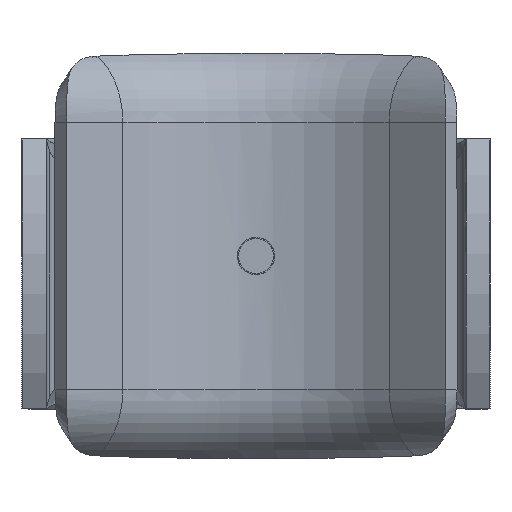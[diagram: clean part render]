
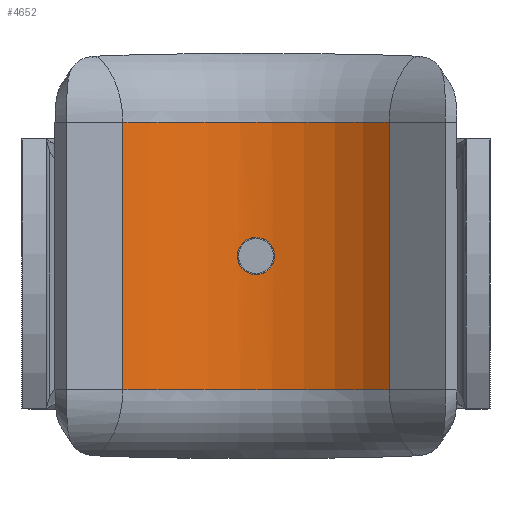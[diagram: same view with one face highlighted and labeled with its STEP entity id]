
A CAD part, front view. The second image highlights one B-rep face of the part: STEP entity #4652.
In plain terms, the highlighted cylindrical face has radius 17 mm (diameter 34 mm), a partial arc.
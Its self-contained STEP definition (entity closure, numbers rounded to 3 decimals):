
#133 = CARTESIAN_POINT ( 'NONE',  ( -1.239, 8.105, 0.953 ) ) ;
#499 = CARTESIAN_POINT ( 'NONE',  ( 0., -8.85, 11.15 ) ) ;
#846 = ORIENTED_EDGE ( 'NONE', *, *, #13524, .F. ) ;
#1036 = CARTESIAN_POINT ( 'NONE',  ( -0.102, 8.15, 1.55 ) ) ;
#1065 = AXIS2_PLACEMENT_3D ( 'NONE', #15715, #11723, #13017 ) ;
#1198 = CARTESIAN_POINT ( 'NONE',  ( -1.354, 8.096, 0.78 ) ) ;
#1362 = CARTESIAN_POINT ( 'NONE',  ( 0.952, 8.124, -1.24 ) ) ;
#1438 = CARTESIAN_POINT ( 'NONE',  ( 1.394, 8.093, 0.686 ) ) ;
#1552 = DIRECTION ( 'NONE',  ( -1., 0., 0. ) ) ;
#2384 = DIRECTION ( 'NONE',  ( 0., 0., -1. ) ) ;
#2428 = CARTESIAN_POINT ( 'NONE',  ( 0., 8.15, 1.55 ) ) ;
#2673 = CARTESIAN_POINT ( 'NONE',  ( -0.203, 8.149, 1.54 ) ) ;
#2851 = EDGE_LOOP ( 'NONE', ( #10954, #15704, #15286, #10386 ) ) ;
#3498 = EDGE_CURVE ( 'NONE', #14387, #3829, #9873, .T. ) ;
#3499 = DIRECTION ( 'NONE',  ( -1., 0., 0. ) ) ;
#3620 = VERTEX_POINT ( 'NONE', #15918 ) ;
#3739 = CARTESIAN_POINT ( 'NONE',  ( -1.025, 8.119, 1.167 ) ) ;
#3818 = CARTESIAN_POINT ( 'NONE',  ( 0.779, 8.133, -1.355 ) ) ;
#3829 = VERTEX_POINT ( 'NONE', #14304 ) ;
#3903 = CARTESIAN_POINT ( 'NONE',  ( -0.777, 8.132, 1.345 ) ) ;
#3999 = VERTEX_POINT ( 'NONE', #15701 ) ;
#4652 = ADVANCED_FACE ( 'NONE', ( #11044, #8393 ), #4815, .F. ) ;
#4815 = CYLINDRICAL_SURFACE ( 'NONE', #7282, 17. ) ;
#4894 = CARTESIAN_POINT ( 'NONE',  ( 1.55, 8.079, -0.104 ) ) ;
#5049 = CARTESIAN_POINT ( 'NONE',  ( -1.509, 8.083, 0.407 ) ) ;
#5192 = EDGE_CURVE ( 'NONE', #12158, #3999, #15611, .T. ) ;
#5814 = AXIS2_PLACEMENT_3D ( 'NONE', #499, #13929, #1552 ) ;
#6025 = CARTESIAN_POINT ( 'NONE',  ( -0.102, 8.15, -1.55 ) ) ;
#6104 = CARTESIAN_POINT ( 'NONE',  ( -0.945, 8.124, 1.233 ) ) ;
#6258 = CARTESIAN_POINT ( 'NONE',  ( -0.778, 8.132, -1.344 ) ) ;
#6339 = CARTESIAN_POINT ( 'NONE',  ( 1.166, 8.11, -1.026 ) ) ;
#6398 = EDGE_CURVE ( 'NONE', #14387, #12158, #9452, .T. ) ;
#6505 = VECTOR ( 'NONE', #6586, 1000. ) ;
#6586 = DIRECTION ( 'NONE',  ( 0., 0., -1. ) ) ;
#6589 = CARTESIAN_POINT ( 'NONE',  ( 0.781, 8.133, 1.354 ) ) ;
#6864 = B_SPLINE_CURVE_WITH_KNOTS ( 'NONE', 3,
 ( #2428, #1036, #2673, #15042, #12351, #14879, #3903, #6104, #3739, #133, #1198, #5049, #16040, #11127, #12510, #16121, #13649, #7482, #12432, #13576, #7328, #12277, #13725, #6258, #11203, #12194, #10001, #8550, #6025, #14957, #7562, #3818, #1362, #6339, #10965, #11281, #9763, #10081, #15960, #11048, #4894, #9102, #13974, #1438, #12589, #10158, #15132, #7894, #6589, #9181, #11535, #11616 ),
 .UNSPECIFIED., .T., .F.,
 ( 4, 2, 2, 2, 2, 2, 2, 2, 2, 2, 2, 2, 2, 2, 2, 2, 2, 2, 2, 2, 2, 2, 2, 2, 2, 4 ),
 ( 0., 0., 0.001, 0.001, 0.001, 0.002, 0.002, 0.003, 0.003, 0.003, 0.004, 0.004, 0.004, 0.005, 0.005, 0.005, 0.006, 0.006, 0.007, 0.007, 0.007, 0.008, 0.008, 0.008, 0.009, 0.01 ),
 .UNSPECIFIED. ) ;
#7282 = AXIS2_PLACEMENT_3D ( 'NONE', #14640, #15957, #3499 ) ;
#7328 = CARTESIAN_POINT ( 'NONE',  ( -1.169, 8.11, -1.023 ) ) ;
#7482 = CARTESIAN_POINT ( 'NONE',  ( -1.394, 8.093, -0.686 ) ) ;
#7562 = CARTESIAN_POINT ( 'NONE',  ( 0.406, 8.146, -1.509 ) ) ;
#7851 = CARTESIAN_POINT ( 'NONE',  ( -11.099, 4.027, 11.15 ) ) ;
#7894 = CARTESIAN_POINT ( 'NONE',  ( 0.954, 8.124, 1.238 ) ) ;
#8117 = CIRCLE ( 'NONE', #1065, 17. ) ;
#8393 = FACE_OUTER_BOUND ( 'NONE', #2851, .T. ) ;
#8502 = CARTESIAN_POINT ( 'NONE',  ( -11.099, 4.027, 17.5 ) ) ;
#8550 = CARTESIAN_POINT ( 'NONE',  ( -0.205, 8.149, -1.54 ) ) ;
#9102 = CARTESIAN_POINT ( 'NONE',  ( 1.55, 8.079, 0.203 ) ) ;
#9181 = CARTESIAN_POINT ( 'NONE',  ( 0.408, 8.146, 1.509 ) ) ;
#9452 = CIRCLE ( 'NONE', #5814, 17. ) ;
#9763 = CARTESIAN_POINT ( 'NONE',  ( 1.392, 8.093, -0.689 ) ) ;
#9873 = LINE ( 'NONE', #8502, #12557 ) ;
#10001 = CARTESIAN_POINT ( 'NONE',  ( -0.403, 8.146, -1.5 ) ) ;
#10081 = CARTESIAN_POINT ( 'NONE',  ( 1.47, 8.086, -0.501 ) ) ;
#10158 = CARTESIAN_POINT ( 'NONE',  ( 1.234, 8.105, 0.944 ) ) ;
#10183 = EDGE_LOOP ( 'NONE', ( #846 ) ) ;
#10386 = ORIENTED_EDGE ( 'NONE', *, *, #11740, .T. ) ;
#10547 = CARTESIAN_POINT ( 'NONE',  ( 11.099, 4.027, 17.5 ) ) ;
#10954 = ORIENTED_EDGE ( 'NONE', *, *, #5192, .F. ) ;
#10965 = CARTESIAN_POINT ( 'NONE',  ( 1.232, 8.105, -0.946 ) ) ;
#11044 = FACE_BOUND ( 'NONE', #10183, .T. ) ;
#11048 = CARTESIAN_POINT ( 'NONE',  ( 1.54, 8.08, -0.205 ) ) ;
#11127 = CARTESIAN_POINT ( 'NONE',  ( -1.55, 8.079, -0.1 ) ) ;
#11203 = CARTESIAN_POINT ( 'NONE',  ( -0.688, 8.136, -1.393 ) ) ;
#11281 = CARTESIAN_POINT ( 'NONE',  ( 1.345, 8.097, -0.778 ) ) ;
#11535 = CARTESIAN_POINT ( 'NONE',  ( 0.205, 8.15, 1.55 ) ) ;
#11616 = CARTESIAN_POINT ( 'NONE',  ( 0., 8.15, 1.55 ) ) ;
#11723 = DIRECTION ( 'NONE',  ( 0., 0., -1. ) ) ;
#11740 = EDGE_CURVE ( 'NONE', #3829, #3999, #8117, .T. ) ;
#12158 = VERTEX_POINT ( 'NONE', #13498 ) ;
#12194 = CARTESIAN_POINT ( 'NONE',  ( -0.5, 8.143, -1.471 ) ) ;
#12277 = CARTESIAN_POINT ( 'NONE',  ( -1.024, 8.119, -1.168 ) ) ;
#12351 = CARTESIAN_POINT ( 'NONE',  ( -0.5, 8.143, 1.471 ) ) ;
#12432 = CARTESIAN_POINT ( 'NONE',  ( -1.345, 8.097, -0.777 ) ) ;
#12510 = CARTESIAN_POINT ( 'NONE',  ( -1.54, 8.08, -0.203 ) ) ;
#12557 = VECTOR ( 'NONE', #2384, 1000. ) ;
#12589 = CARTESIAN_POINT ( 'NONE',  ( 1.346, 8.097, 0.775 ) ) ;
#13017 = DIRECTION ( 'NONE',  ( -1., 0., 0. ) ) ;
#13498 = CARTESIAN_POINT ( 'NONE',  ( 11.099, 4.027, 11.15 ) ) ;
#13524 = EDGE_CURVE ( 'NONE', #3620, #3620, #6864, .T. ) ;
#13576 = CARTESIAN_POINT ( 'NONE',  ( -1.233, 8.105, -0.945 ) ) ;
#13649 = CARTESIAN_POINT ( 'NONE',  ( -1.471, 8.086, -0.499 ) ) ;
#13725 = CARTESIAN_POINT ( 'NONE',  ( -0.946, 8.124, -1.232 ) ) ;
#13929 = DIRECTION ( 'NONE',  ( 0., 0., -1. ) ) ;
#13974 = CARTESIAN_POINT ( 'NONE',  ( 1.51, 8.083, 0.404 ) ) ;
#14304 = CARTESIAN_POINT ( 'NONE',  ( -11.099, 4.027, -11.15 ) ) ;
#14387 = VERTEX_POINT ( 'NONE', #7851 ) ;
#14640 = CARTESIAN_POINT ( 'NONE',  ( 0., -8.85, 17.5 ) ) ;
#14879 = CARTESIAN_POINT ( 'NONE',  ( -0.688, 8.136, 1.393 ) ) ;
#14957 = CARTESIAN_POINT ( 'NONE',  ( 0.202, 8.15, -1.55 ) ) ;
#15042 = CARTESIAN_POINT ( 'NONE',  ( -0.401, 8.146, 1.501 ) ) ;
#15132 = CARTESIAN_POINT ( 'NONE',  ( 1.168, 8.11, 1.024 ) ) ;
#15286 = ORIENTED_EDGE ( 'NONE', *, *, #3498, .T. ) ;
#15611 = LINE ( 'NONE', #10547, #6505 ) ;
#15701 = CARTESIAN_POINT ( 'NONE',  ( 11.099, 4.027, -11.15 ) ) ;
#15704 = ORIENTED_EDGE ( 'NONE', *, *, #6398, .F. ) ;
#15715 = CARTESIAN_POINT ( 'NONE',  ( 0., -8.85, -11.15 ) ) ;
#15918 = CARTESIAN_POINT ( 'NONE',  ( 0., 8.15, 1.55 ) ) ;
#15957 = DIRECTION ( 'NONE',  ( 0., 0., -1. ) ) ;
#15960 = CARTESIAN_POINT ( 'NONE',  ( 1.5, 8.084, -0.403 ) ) ;
#16040 = CARTESIAN_POINT ( 'NONE',  ( -1.55, 8.079, 0.203 ) ) ;
#16121 = CARTESIAN_POINT ( 'NONE',  ( -1.5, 8.084, -0.402 ) ) ;
